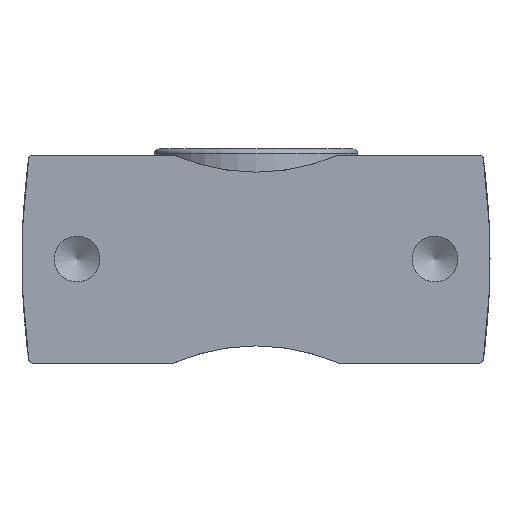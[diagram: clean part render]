
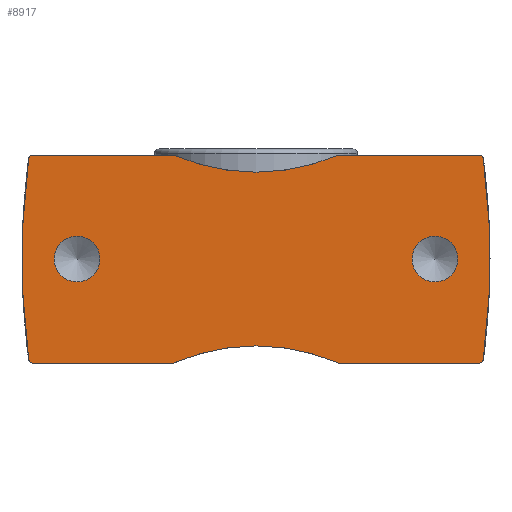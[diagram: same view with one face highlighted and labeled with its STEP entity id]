
A CAD part, front view. The second image highlights one B-rep face of the part: STEP entity #8917.
In plain terms, the highlighted face is planar.
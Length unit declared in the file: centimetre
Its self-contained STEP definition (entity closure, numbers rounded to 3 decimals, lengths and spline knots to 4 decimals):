
#3378=CARTESIAN_POINT('',(-0.5296,-4.13,0.));
#3379=VERTEX_POINT('',#3378);
#3389=CARTESIAN_POINT('',(0.5296,-4.13,0.));
#3390=VERTEX_POINT('',#3389);
#3391=CARTESIAN_POINT('',(0.,-4.13,0.));
#3392=DIRECTION('',(0.,0.,1.));
#3393=DIRECTION('',(1.,0.,-0.));
#3394=AXIS2_PLACEMENT_3D('',#3391,#3392,#3393);
#3395=CIRCLE('',#3394,0.5296);
#3396=EDGE_CURVE('',#3390,#3379,#3395,.T.);
#3398=CARTESIAN_POINT('',(0.,-4.13,0.));
#3399=DIRECTION('',(0.,0.,1.));
#3400=DIRECTION('',(1.,0.,-0.));
#3401=AXIS2_PLACEMENT_3D('',#3398,#3399,#3400);
#3402=CIRCLE('',#3401,0.5296);
#3403=EDGE_CURVE('',#3379,#3390,#3402,.T.);
#3448=CARTESIAN_POINT('',(-0.5296,4.13,0.));
#3449=VERTEX_POINT('',#3448);
#3459=CARTESIAN_POINT('',(0.5296,4.13,0.));
#3460=VERTEX_POINT('',#3459);
#3461=CARTESIAN_POINT('',(0.,4.13,0.));
#3462=DIRECTION('',(0.,0.,1.));
#3463=DIRECTION('',(1.,0.,-0.));
#3464=AXIS2_PLACEMENT_3D('',#3461,#3462,#3463);
#3465=CIRCLE('',#3464,0.5296);
#3466=EDGE_CURVE('',#3460,#3449,#3465,.T.);
#3468=CARTESIAN_POINT('',(0.,4.13,0.));
#3469=DIRECTION('',(0.,0.,1.));
#3470=DIRECTION('',(1.,0.,-0.));
#3471=AXIS2_PLACEMENT_3D('',#3468,#3469,#3470);
#3472=CIRCLE('',#3471,0.5296);
#3473=EDGE_CURVE('',#3449,#3460,#3472,.T.);
#6074=CARTESIAN_POINT('',(-2.3229,-5.2455,0.));
#6075=VERTEX_POINT('',#6074);
#6082=CARTESIAN_POINT('',(2.3229,-5.2455,0.));
#6083=VERTEX_POINT('',#6082);
#6084=CARTESIAN_POINT('',(-0.,12.144,0.));
#6085=DIRECTION('',(0.,0.,-1.));
#6086=DIRECTION('',(1.,0.,0.));
#6087=AXIS2_PLACEMENT_3D('',#6084,#6085,#6086);
#6088=CIRCLE('',#6087,17.544);
#6089=EDGE_CURVE('',#6083,#6075,#6088,.T.);
#6551=CARTESIAN_POINT('',(2.3229,5.2455,0.));
#6552=VERTEX_POINT('',#6551);
#6559=CARTESIAN_POINT('',(-2.3229,5.2455,0.));
#6560=VERTEX_POINT('',#6559);
#6561=CARTESIAN_POINT('',(0.,-12.144,0.));
#6562=DIRECTION('',(0.,0.,-1.));
#6563=DIRECTION('',(-1.,0.,0.));
#6564=AXIS2_PLACEMENT_3D('',#6561,#6562,#6563);
#6565=CIRCLE('',#6564,17.544);
#6566=EDGE_CURVE('',#6560,#6552,#6565,.T.);
#6619=CARTESIAN_POINT('',(2.4,5.1574,0.));
#6620=VERTEX_POINT('',#6619);
#6627=CARTESIAN_POINT('',(2.3111,5.1574,0.));
#6628=DIRECTION('',(0.,-0.,1.));
#6629=DIRECTION('',(0.752,0.659,0.));
#6630=AXIS2_PLACEMENT_3D('',#6627,#6628,#6629);
#6631=CIRCLE('',#6630,0.0889);
#6632=EDGE_CURVE('',#6620,#6552,#6631,.T.);
#6644=CARTESIAN_POINT('',(2.4,1.9,0.));
#6645=VERTEX_POINT('',#6644);
#6652=CARTESIAN_POINT('',(2.4,12350.2351,0.));
#6653=DIRECTION('',(0.,-1.,0.));
#6654=VECTOR('',#6653,24690.);
#6655=LINE('',#6652,#6654);
#6656=EDGE_CURVE('',#6620,#6645,#6655,.T.);
#6669=CARTESIAN_POINT('',(2.0046,0.,0.));
#6670=VERTEX_POINT('',#6669);
#6737=CARTESIAN_POINT('',(2.4,-1.9,0.));
#6738=VERTEX_POINT('',#6737);
#6745=CARTESIAN_POINT('',(6.7671,0.,0.));
#6746=DIRECTION('',(0.,0.,1.));
#6747=DIRECTION('',(1.,0.,-0.));
#6748=AXIS2_PLACEMENT_3D('',#6745,#6746,#6747);
#6749=CIRCLE('',#6748,4.7625);
#6750=EDGE_CURVE('',#6670,#6738,#6749,.T.);
#7177=CARTESIAN_POINT('',(-2.0046,-0.,0.));
#7178=VERTEX_POINT('',#7177);
#7215=CARTESIAN_POINT('',(-2.4,1.9,0.));
#7216=VERTEX_POINT('',#7215);
#7223=CARTESIAN_POINT('',(-6.7671,0.,0.));
#7224=DIRECTION('',(0.,0.,1.));
#7225=DIRECTION('',(-1.,0.,0.));
#7226=AXIS2_PLACEMENT_3D('',#7223,#7224,#7225);
#7227=CIRCLE('',#7226,4.7625);
#7228=EDGE_CURVE('',#7178,#7216,#7227,.T.);
#7239=CARTESIAN_POINT('',(-2.4,5.1574,0.));
#7240=VERTEX_POINT('',#7239);
#7247=CARTESIAN_POINT('',(-2.4,12350.2351,0.));
#7248=DIRECTION('',(0.,-1.,0.));
#7249=VECTOR('',#7248,24690.);
#7250=LINE('',#7247,#7249);
#7251=EDGE_CURVE('',#7240,#7216,#7250,.T.);
#7264=CARTESIAN_POINT('',(-2.3111,5.1574,0.));
#7265=DIRECTION('',(0.,0.,1.));
#7266=DIRECTION('',(-0.752,0.659,0.));
#7267=AXIS2_PLACEMENT_3D('',#7264,#7265,#7266);
#7268=CIRCLE('',#7267,0.0889);
#7269=EDGE_CURVE('',#6560,#7240,#7268,.T.);
#8382=CARTESIAN_POINT('',(2.4,-5.1574,0.));
#8383=VERTEX_POINT('',#8382);
#8390=CARTESIAN_POINT('',(2.4,12350.2351,0.));
#8391=DIRECTION('',(0.,-1.,0.));
#8392=VECTOR('',#8391,24690.);
#8393=LINE('',#8390,#8392);
#8394=EDGE_CURVE('',#6738,#8383,#8393,.T.);
#8407=CARTESIAN_POINT('',(2.3111,-5.1574,0.));
#8408=DIRECTION('',(0.,0.,1.));
#8409=DIRECTION('',(0.752,-0.659,0.));
#8410=AXIS2_PLACEMENT_3D('',#8407,#8408,#8409);
#8411=CIRCLE('',#8410,0.0889);
#8412=EDGE_CURVE('',#6083,#8383,#8411,.T.);
#8780=CARTESIAN_POINT('',(-2.4,-5.1574,0.));
#8781=VERTEX_POINT('',#8780);
#8788=CARTESIAN_POINT('',(-2.3111,-5.1574,0.));
#8789=DIRECTION('',(0.,0.,1.));
#8790=DIRECTION('',(-0.752,-0.659,0.));
#8791=AXIS2_PLACEMENT_3D('',#8788,#8789,#8790);
#8792=CIRCLE('',#8791,0.0889);
#8793=EDGE_CURVE('',#8781,#6075,#8792,.T.);
#8805=CARTESIAN_POINT('',(-2.4,-1.9,0.));
#8806=VERTEX_POINT('',#8805);
#8813=CARTESIAN_POINT('',(-2.4,12350.2351,0.));
#8814=DIRECTION('',(0.,-1.,0.));
#8815=VECTOR('',#8814,24690.);
#8816=LINE('',#8813,#8815);
#8817=EDGE_CURVE('',#8806,#8781,#8816,.T.);
#8876=CARTESIAN_POINT('',(1.1874,2.6644,0.));
#8877=DIRECTION('',(0.,0.,1.));
#8878=DIRECTION('',(1.,0.,0.));
#8879=AXIS2_PLACEMENT_3D('',#8876,#8877,#8878);
#8880=PLANE('',#8879);
#8881=ORIENTED_EDGE('',*,*,#3396,.T.);
#8882=ORIENTED_EDGE('',*,*,#3403,.T.);
#8883=EDGE_LOOP('',(#8881,#8882));
#8884=FACE_BOUND('',#8883,.T.);
#8885=ORIENTED_EDGE('',*,*,#3466,.T.);
#8886=ORIENTED_EDGE('',*,*,#3473,.T.);
#8887=EDGE_LOOP('',(#8885,#8886));
#8888=FACE_BOUND('',#8887,.T.);
#8889=ORIENTED_EDGE('',*,*,#6632,.F.);
#8890=ORIENTED_EDGE('',*,*,#6656,.T.);
#8891=CARTESIAN_POINT('',(6.7671,0.,0.));
#8892=DIRECTION('',(0.,0.,1.));
#8893=DIRECTION('',(1.,0.,-0.));
#8894=AXIS2_PLACEMENT_3D('',#8891,#8892,#8893);
#8895=CIRCLE('',#8894,4.7625);
#8896=EDGE_CURVE('',#6645,#6670,#8895,.T.);
#8897=ORIENTED_EDGE('',*,*,#8896,.T.);
#8898=ORIENTED_EDGE('',*,*,#6750,.T.);
#8899=ORIENTED_EDGE('',*,*,#8394,.T.);
#8900=ORIENTED_EDGE('',*,*,#8412,.F.);
#8901=ORIENTED_EDGE('',*,*,#6089,.T.);
#8902=ORIENTED_EDGE('',*,*,#8793,.F.);
#8903=ORIENTED_EDGE('',*,*,#8817,.F.);
#8904=CARTESIAN_POINT('',(-6.7671,0.,0.));
#8905=DIRECTION('',(0.,0.,1.));
#8906=DIRECTION('',(-1.,0.,0.));
#8907=AXIS2_PLACEMENT_3D('',#8904,#8905,#8906);
#8908=CIRCLE('',#8907,4.7625);
#8909=EDGE_CURVE('',#8806,#7178,#8908,.T.);
#8910=ORIENTED_EDGE('',*,*,#8909,.T.);
#8911=ORIENTED_EDGE('',*,*,#7228,.T.);
#8912=ORIENTED_EDGE('',*,*,#7251,.F.);
#8913=ORIENTED_EDGE('',*,*,#7269,.F.);
#8914=ORIENTED_EDGE('',*,*,#6566,.T.);
#8915=EDGE_LOOP('',(#8889,#8890,#8897,#8898,#8899,#8900,#8901,#8902,#8903,#8910,#8911,#8912,#8913,#8914));
#8916=FACE_BOUND('',#8915,.T.);
#8917=ADVANCED_FACE('',(#8884,#8888,#8916),#8880,.F.);
